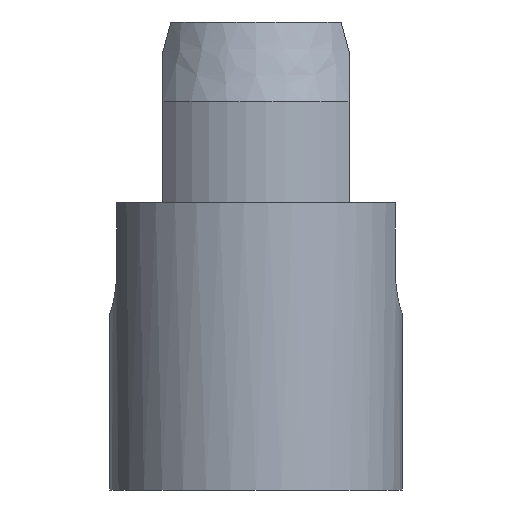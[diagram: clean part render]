
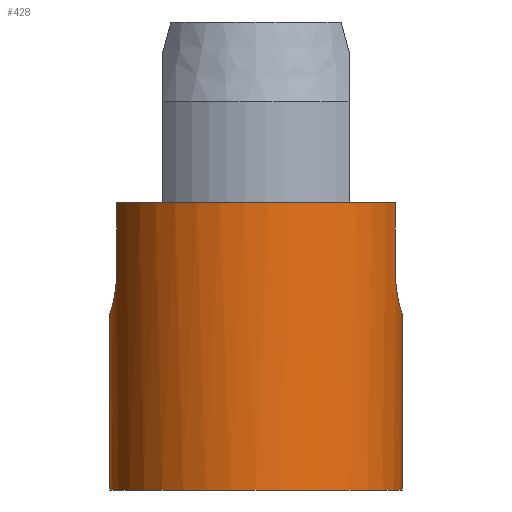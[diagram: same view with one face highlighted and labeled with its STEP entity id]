
A CAD part, left-side view. The second image highlights one B-rep face of the part: STEP entity #428.
In plain terms, the highlighted cylindrical face has radius 2.75 mm (diameter 5.5 mm), a full revolution.
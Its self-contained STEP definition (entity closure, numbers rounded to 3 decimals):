
#24=B_SPLINE_CURVE_WITH_KNOTS('',3,(#673,#674,#675,#676,#677,#678,#679),
 .UNSPECIFIED.,.F.,.F.,(4,1,1,1,4),(0.,0.001,0.001,
0.002,0.003),.UNSPECIFIED.);
#25=B_SPLINE_CURVE_WITH_KNOTS('',3,(#684,#685,#686,#687,#688,#689,#690),
 .UNSPECIFIED.,.F.,.F.,(4,1,1,1,4),(0.,0.001,
0.001,0.002,0.003),
 .UNSPECIFIED.);
#31=CYLINDRICAL_SURFACE('',#471,2.75);
#36=CIRCLE('',#462,2.75);
#38=CIRCLE('',#465,2.75);
#43=CIRCLE('',#472,2.75);
#71=ORIENTED_EDGE('',*,*,#195,.F.);
#72=ORIENTED_EDGE('',*,*,#196,.F.);
#73=ORIENTED_EDGE('',*,*,#175,.T.);
#74=ORIENTED_EDGE('',*,*,#197,.F.);
#75=ORIENTED_EDGE('',*,*,#198,.F.);
#76=ORIENTED_EDGE('',*,*,#199,.F.);
#77=ORIENTED_EDGE('',*,*,#181,.T.);
#78=ORIENTED_EDGE('',*,*,#200,.F.);
#79=ORIENTED_EDGE('',*,*,#201,.F.);
#175=EDGE_CURVE('',#238,#237,#36,.T.);
#181=EDGE_CURVE('',#244,#242,#38,.T.);
#195=EDGE_CURVE('',#257,#257,#43,.T.);
#196=EDGE_CURVE('',#238,#258,#290,.F.);
#197=EDGE_CURVE('',#259,#237,#291,.T.);
#198=EDGE_CURVE('',#260,#259,#24,.T.);
#199=EDGE_CURVE('',#244,#260,#292,.F.);
#200=EDGE_CURVE('',#261,#242,#293,.T.);
#201=EDGE_CURVE('',#258,#261,#25,.T.);
#237=VERTEX_POINT('',#612);
#238=VERTEX_POINT('',#614);
#242=VERTEX_POINT('',#624);
#244=VERTEX_POINT('',#627);
#257=VERTEX_POINT('',#668);
#258=VERTEX_POINT('',#670);
#259=VERTEX_POINT('',#672);
#260=VERTEX_POINT('',#680);
#261=VERTEX_POINT('',#683);
#290=LINE('',#669,#330);
#291=LINE('',#671,#331);
#292=LINE('',#681,#332);
#293=LINE('',#682,#333);
#330=VECTOR('',#534,1000.);
#331=VECTOR('',#535,1000.);
#332=VECTOR('',#536,1000.);
#333=VECTOR('',#537,1000.);
#362=EDGE_LOOP('',(#71));
#363=EDGE_LOOP('',(#72,#73,#74,#75,#76,#77,#78,#79));
#388=FACE_BOUND('',#362,.T.);
#389=FACE_BOUND('',#363,.T.);
#428=ADVANCED_FACE('',(#388,#389),#31,.T.);
#462=AXIS2_PLACEMENT_3D('',#613,#501,#502);
#465=AXIS2_PLACEMENT_3D('',#626,#511,#512);
#471=AXIS2_PLACEMENT_3D('',#666,#530,#531);
#472=AXIS2_PLACEMENT_3D('',#667,#532,#533);
#501=DIRECTION('',(0.,0.,-1.));
#502=DIRECTION('',(1.,0.,0.));
#511=DIRECTION('',(0.,0.,-1.));
#512=DIRECTION('',(1.,0.,0.));
#530=DIRECTION('',(0.,0.,1.));
#531=DIRECTION('',(1.,0.,0.));
#532=DIRECTION('',(0.,0.,-1.));
#533=DIRECTION('',(1.,0.,0.));
#534=DIRECTION('',(0.,0.,1.));
#535=DIRECTION('',(0.,0.,1.));
#536=DIRECTION('',(0.,0.,1.));
#537=DIRECTION('',(0.,0.,1.));
#612=CARTESIAN_POINT('',(-0.85,2.615,0.));
#613=CARTESIAN_POINT('',(0.,0.,0.));
#614=CARTESIAN_POINT('',(-0.85,-2.615,0.));
#624=CARTESIAN_POINT('',(0.85,-2.615,0.));
#626=CARTESIAN_POINT('',(0.,0.,0.));
#627=CARTESIAN_POINT('',(0.85,2.615,0.));
#666=CARTESIAN_POINT('',(0.,0.,-5.4));
#667=CARTESIAN_POINT('',(0.,0.,-5.4));
#668=CARTESIAN_POINT('',(2.75,0.,-5.4));
#669=CARTESIAN_POINT('',(-0.85,-2.615,-5.4));
#670=CARTESIAN_POINT('',(-0.85,-2.615,-1.25));
#671=CARTESIAN_POINT('',(-0.85,2.615,-5.4));
#672=CARTESIAN_POINT('',(-0.85,2.615,-1.25));
#673=CARTESIAN_POINT('',(0.85,2.615,-1.25));
#674=CARTESIAN_POINT('',(0.85,2.615,-1.476));
#675=CARTESIAN_POINT('',(0.666,2.684,-1.914));
#676=CARTESIAN_POINT('',(0.001,2.783,-2.193));
#677=CARTESIAN_POINT('',(-0.666,2.684,-1.914));
#678=CARTESIAN_POINT('',(-0.85,2.615,-1.476));
#679=CARTESIAN_POINT('',(-0.85,2.615,-1.25));
#680=CARTESIAN_POINT('',(0.85,2.615,-1.25));
#681=CARTESIAN_POINT('',(0.85,2.615,-5.4));
#682=CARTESIAN_POINT('',(0.85,-2.615,-5.4));
#683=CARTESIAN_POINT('',(0.85,-2.615,-1.25));
#684=CARTESIAN_POINT('',(-0.85,-2.615,-1.25));
#685=CARTESIAN_POINT('',(-0.85,-2.615,-1.476));
#686=CARTESIAN_POINT('',(-0.666,-2.684,-1.914));
#687=CARTESIAN_POINT('',(-0.001,-2.783,-2.193));
#688=CARTESIAN_POINT('',(0.666,-2.684,-1.914));
#689=CARTESIAN_POINT('',(0.85,-2.615,-1.476));
#690=CARTESIAN_POINT('',(0.85,-2.615,-1.25));
